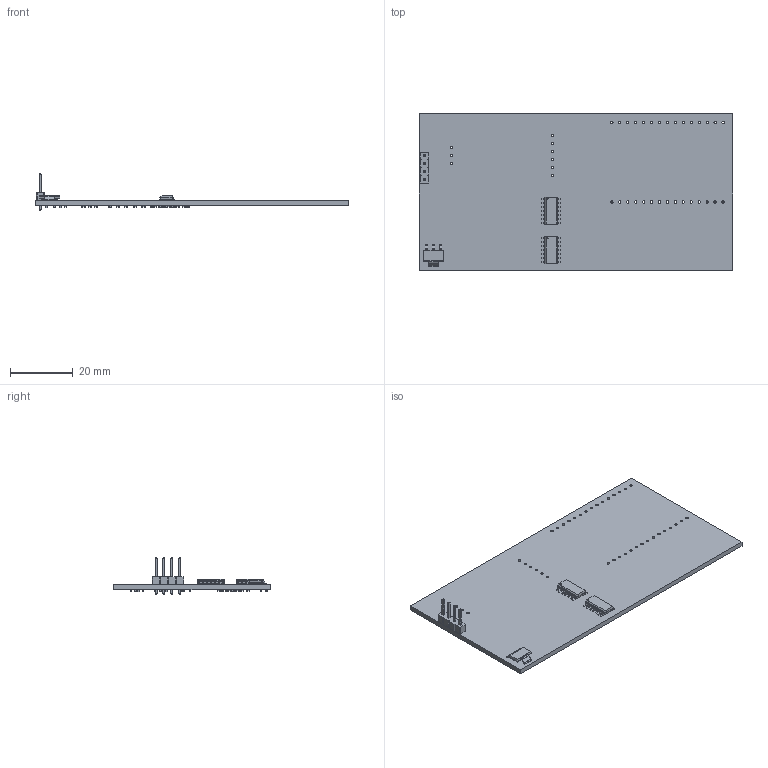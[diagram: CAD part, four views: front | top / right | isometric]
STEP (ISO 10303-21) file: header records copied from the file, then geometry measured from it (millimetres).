
FILE_DESCRIPTION(('KiCad electronic assembly'),'2;1');
FILE_NAME('Full_withESP.step','2024-12-28T13:22:04',('Pcbnew'),('Kicad') ,'Open CASCADE STEP processor 7.8','KiCad to STEP converter','Unknown' );
FILE_SCHEMA(('AUTOMOTIVE_DESIGN { 1 0 10303 214 1 1 1 1 }'));
Length unit declared in the file: millimetre
Products named in the file (12): Full_withESP 1; AMS1117-3.3; AMS1117-5.0; OPA4340UA; D14; PinHeader_1x04_P2.54mm_Vertical; PinHeader_1x04_P254mm_Vertical; C_0402_1005Metric; R_0402_1005Metric; Full_withESP_PCB
Assembly tree (51 placements, depth 3):
  Full_withESP 1
    AMS1117-3.3
      AMS1117-5.0
    OPA4340UA  x2
      D14
    PinHeader_1x04_P2.54mm_Vertical
      PinHeader_1x04_P254mm_Vertical
    C_0402_1005Metric  x19
      C_0402_1005Metric
    R_0402_1005Metric  x22
      R_0402_1005Metric
    Full_withESP_PCB
Bounding box: 100 x 50 x 11.54 mm (x, y, z)
Volume: 8179.5 mm3; surface area: 11259.5 mm2
Topology: 80 solids, 80 shells, 1755 faces, 4501 edges, 2954 vertices
Faces by surface type: plane 1172, cylinder 583
Full cylindrical faces by diameter (mm): 0.74 x9, 0.762 x30, 1 x4
Entity records: 16304 total; most frequent: DIRECTION 2586, CARTESIAN_POINT 2573, ORIENTED_EDGE 2460, EDGE_CURVE 1230, LINE 952, VECTOR 952, AXIS2_PLACEMENT_3D 817, VERTEX_POINT 804
